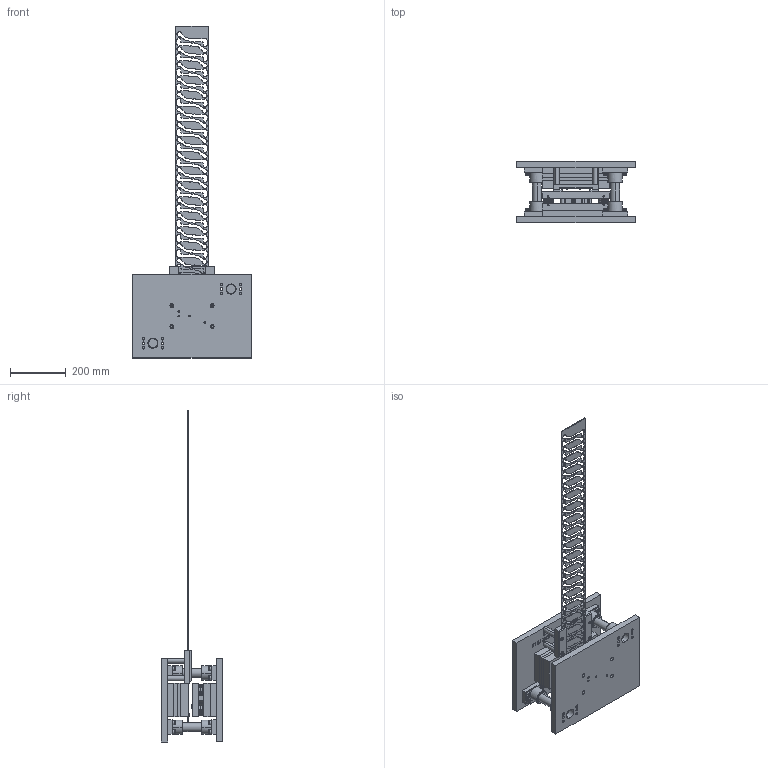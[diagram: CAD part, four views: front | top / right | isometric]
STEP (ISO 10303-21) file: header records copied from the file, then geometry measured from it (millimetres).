
FILE_DESCRIPTION(('FreeCAD Model'),'2;1');
FILE_NAME('Open CASCADE Shape Model','2025-05-04T12:58:48',('FreeCAD'),( 'FreeCAD'),'Open CASCADE STEP processor 7.6','FreeCAD','Unknown');
FILE_SCHEMA(('AUTOMOTIVE_DESIGN { 1 0 10303 214 1 1 1 1 }'));
Products named in the file (1): Open CASCADE STEP translator 7.6 1
Bounding box: 424.6 x 220.38 x 1191.18 mm (x, y, z)
Volume: 10946418 mm3; surface area: 1697039.2 mm2
Topology: 51 solids, 51 shells, 2991 faces, 8601 edges, 5779 vertices
Faces by surface type: bspline 2991
Entity records: 121738 total; most frequent: CARTESIAN_POINT 73650, ORIENTED_EDGE 17138, EDGE_CURVE 8569, VERTEX_POINT 5779, B_SPLINE_CURVE_WITH_KNOTS 5253, FACE_BOUND 3476, EDGE_LOOP 3476, ADVANCED_FACE 2991
